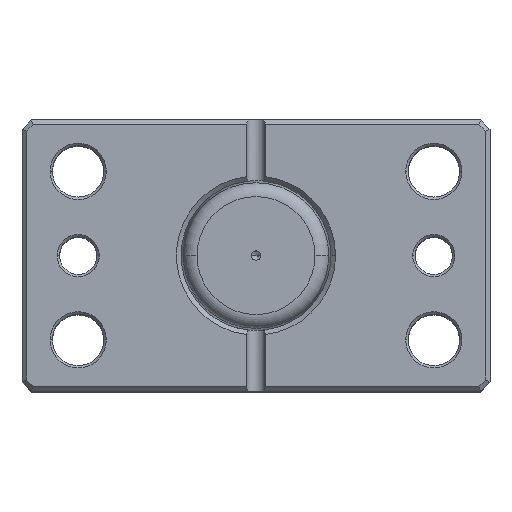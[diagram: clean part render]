
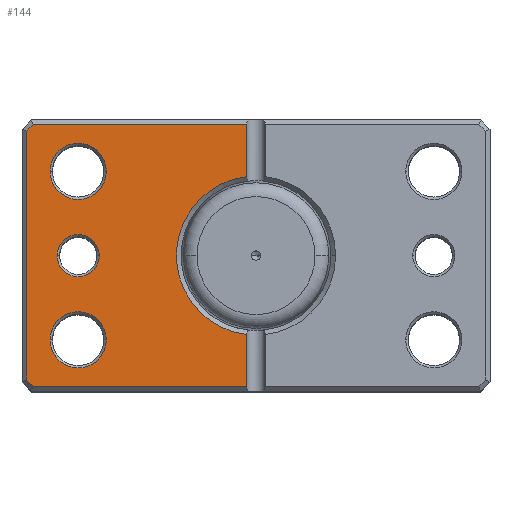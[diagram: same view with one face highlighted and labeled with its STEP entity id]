
A CAD part, top view. The second image highlights one B-rep face of the part: STEP entity #144.
In plain terms, the highlighted face is planar.
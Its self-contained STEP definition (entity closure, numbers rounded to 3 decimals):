
#33 = VERTEX_POINT ( 'NONE', #2453 ) ;
#88 = CARTESIAN_POINT ( 'NONE',  ( 2., -16.882, 0. ) ) ;
#129 = CARTESIAN_POINT ( 'NONE',  ( 0., 0., 0. ) ) ;
#144 = ADVANCED_FACE ( 'NONE', ( #1143, #2590, #4282, #6838 ), #6321, .F. ) ;
#147 = CARTESIAN_POINT ( 'NONE',  ( 38., 18., 0. ) ) ;
#153 = CARTESIAN_POINT ( 'NONE',  ( 0., -28., 0. ) ) ;
#174 = VERTEX_POINT ( 'NONE', #6888 ) ;
#229 = CARTESIAN_POINT ( 'NONE',  ( 2., 29., 0. ) ) ;
#264 = LINE ( 'NONE', #6585, #1567 ) ;
#350 = EDGE_CURVE ( 'NONE', #33, #2371, #4538, .T. ) ;
#394 = ORIENTED_EDGE ( 'NONE', *, *, #5569, .T. ) ;
#473 = CARTESIAN_POINT ( 'NONE',  ( 49., 26.586, 0. ) ) ;
#489 = ORIENTED_EDGE ( 'NONE', *, *, #1336, .T. ) ;
#508 = DIRECTION ( 'NONE',  ( 0.707, -0.707, 0. ) ) ;
#526 = CARTESIAN_POINT ( 'NONE',  ( 2., 29., 0. ) ) ;
#651 = CARTESIAN_POINT ( 'NONE',  ( 0., 28., 0. ) ) ;
#652 = CARTESIAN_POINT ( 'NONE',  ( 38., -18., 0. ) ) ;
#664 = VERTEX_POINT ( 'NONE', #88 ) ;
#712 = DIRECTION ( 'NONE',  ( 1., 0., 0. ) ) ;
#724 = CARTESIAN_POINT ( 'NONE',  ( 38., 18., 0. ) ) ;
#734 = CARTESIAN_POINT ( 'NONE',  ( 33.5, 0., 0. ) ) ;
#837 = AXIS2_PLACEMENT_3D ( 'NONE', #5271, #5237, #5216 ) ;
#912 = EDGE_CURVE ( 'NONE', #2316, #5411, #3834, .T. ) ;
#974 = DIRECTION ( 'NONE',  ( 0., 0., 1. ) ) ;
#998 = VERTEX_POINT ( 'NONE', #2734 ) ;
#1018 = DIRECTION ( 'NONE',  ( 1., 0., 0. ) ) ;
#1027 = LINE ( 'NONE', #229, #2486 ) ;
#1056 = VERTEX_POINT ( 'NONE', #734 ) ;
#1068 = DIRECTION ( 'NONE',  ( 0., 1., 0. ) ) ;
#1143 = FACE_BOUND ( 'NONE', #6322, .T. ) ;
#1172 = CARTESIAN_POINT ( 'NONE',  ( 49., 0., 0. ) ) ;
#1174 = VECTOR ( 'NONE', #6277, 1000. ) ;
#1204 = DIRECTION ( 'NONE',  ( 1., 0., 0. ) ) ;
#1336 = EDGE_CURVE ( 'NONE', #998, #664, #1027, .T. ) ;
#1388 = AXIS2_PLACEMENT_3D ( 'NONE', #5473, #2089, #6015 ) ;
#1417 = CARTESIAN_POINT ( 'NONE',  ( 32., -18., 0. ) ) ;
#1455 = VECTOR ( 'NONE', #2821, 1000. ) ;
#1462 = EDGE_CURVE ( 'NONE', #5663, #3785, #4795, .T. ) ;
#1503 = CARTESIAN_POINT ( 'NONE',  ( 47.586, 28., 0. ) ) ;
#1567 = VECTOR ( 'NONE', #508, 1000. ) ;
#1653 = CIRCLE ( 'NONE', #5706, 17. ) ;
#1679 = LINE ( 'NONE', #6331, #5970 ) ;
#1835 = CIRCLE ( 'NONE', #2484, 6. ) ;
#1872 = AXIS2_PLACEMENT_3D ( 'NONE', #147, #2917, #4579 ) ;
#2026 = EDGE_CURVE ( 'NONE', #2371, #33, #4640, .T. ) ;
#2038 = EDGE_LOOP ( 'NONE', ( #489, #3085, #6699, #6556, #5305, #6895, #5589, #4976 ) ) ;
#2057 = DIRECTION ( 'NONE',  ( 0., 1., 0. ) ) ;
#2067 = EDGE_LOOP ( 'NONE', ( #2372, #6472 ) ) ;
#2089 = DIRECTION ( 'NONE',  ( 0., 0., 1. ) ) ;
#2243 = VERTEX_POINT ( 'NONE', #5339 ) ;
#2316 = VERTEX_POINT ( 'NONE', #1417 ) ;
#2365 = EDGE_CURVE ( 'NONE', #2243, #1056, #4006, .T. ) ;
#2371 = VERTEX_POINT ( 'NONE', #5660 ) ;
#2372 = ORIENTED_EDGE ( 'NONE', *, *, #912, .T. ) ;
#2453 = CARTESIAN_POINT ( 'NONE',  ( 44., 18., 0. ) ) ;
#2484 = AXIS2_PLACEMENT_3D ( 'NONE', #652, #4544, #1204 ) ;
#2486 = VECTOR ( 'NONE', #1068, 1000. ) ;
#2590 = FACE_BOUND ( 'NONE', #2067, .T. ) ;
#2734 = CARTESIAN_POINT ( 'NONE',  ( 2., -28., 0. ) ) ;
#2820 = VERTEX_POINT ( 'NONE', #473 ) ;
#2821 = DIRECTION ( 'NONE',  ( 0., -1., 0. ) ) ;
#2917 = DIRECTION ( 'NONE',  ( 0., 0., 1. ) ) ;
#2920 = LINE ( 'NONE', #1172, #1455 ) ;
#2990 = ORIENTED_EDGE ( 'NONE', *, *, #2365, .T. ) ;
#3067 = CARTESIAN_POINT ( 'NONE',  ( 2., 28., 0. ) ) ;
#3085 = ORIENTED_EDGE ( 'NONE', *, *, #3713, .T. ) ;
#3256 = EDGE_CURVE ( 'NONE', #5411, #2316, #1835, .T. ) ;
#3279 = VECTOR ( 'NONE', #2057, 1000. ) ;
#3283 = CARTESIAN_POINT ( 'NONE',  ( 2., 16.882, 0. ) ) ;
#3357 = AXIS2_PLACEMENT_3D ( 'NONE', #6491, #6933, #6952 ) ;
#3560 = DIRECTION ( 'NONE',  ( -0.707, -0.707, 0. ) ) ;
#3572 = EDGE_CURVE ( 'NONE', #3785, #6422, #3847, .T. ) ;
#3713 = EDGE_CURVE ( 'NONE', #664, #5663, #1653, .T. ) ;
#3714 = ORIENTED_EDGE ( 'NONE', *, *, #350, .T. ) ;
#3785 = VERTEX_POINT ( 'NONE', #3067 ) ;
#3834 = CIRCLE ( 'NONE', #5588, 6. ) ;
#3847 = LINE ( 'NONE', #651, #4362 ) ;
#4006 = CIRCLE ( 'NONE', #837, 4.5 ) ;
#4037 = DIRECTION ( 'NONE',  ( 0., 0., 1. ) ) ;
#4104 = CIRCLE ( 'NONE', #1388, 4.5 ) ;
#4184 = EDGE_CURVE ( 'NONE', #174, #5248, #1679, .T. ) ;
#4282 = FACE_BOUND ( 'NONE', #6129, .T. ) ;
#4362 = VECTOR ( 'NONE', #5049, 1000. ) ;
#4538 = CIRCLE ( 'NONE', #6691, 6. ) ;
#4544 = DIRECTION ( 'NONE',  ( 0., 0., 1. ) ) ;
#4579 = DIRECTION ( 'NONE',  ( 1., 0., 0. ) ) ;
#4640 = CIRCLE ( 'NONE', #1872, 6. ) ;
#4740 = CARTESIAN_POINT ( 'NONE',  ( 44., -18., 0. ) ) ;
#4795 = LINE ( 'NONE', #526, #3279 ) ;
#4816 = EDGE_CURVE ( 'NONE', #5248, #998, #5634, .T. ) ;
#4976 = ORIENTED_EDGE ( 'NONE', *, *, #4816, .T. ) ;
#5049 = DIRECTION ( 'NONE',  ( 1., 0., 0. ) ) ;
#5081 = DIRECTION ( 'NONE',  ( 1., 0., 0. ) ) ;
#5102 = DIRECTION ( 'NONE',  ( 0., 0., 1. ) ) ;
#5125 = CARTESIAN_POINT ( 'NONE',  ( 38., -18., 0. ) ) ;
#5216 = DIRECTION ( 'NONE',  ( 1., 0., 0. ) ) ;
#5237 = DIRECTION ( 'NONE',  ( 0., 0., 1. ) ) ;
#5248 = VERTEX_POINT ( 'NONE', #5876 ) ;
#5271 = CARTESIAN_POINT ( 'NONE',  ( 38., 0., 0. ) ) ;
#5305 = ORIENTED_EDGE ( 'NONE', *, *, #6532, .T. ) ;
#5339 = CARTESIAN_POINT ( 'NONE',  ( 42.5, 0., 0. ) ) ;
#5411 = VERTEX_POINT ( 'NONE', #4740 ) ;
#5473 = CARTESIAN_POINT ( 'NONE',  ( 38., 0., 0. ) ) ;
#5569 = EDGE_CURVE ( 'NONE', #1056, #2243, #4104, .T. ) ;
#5588 = AXIS2_PLACEMENT_3D ( 'NONE', #5125, #5102, #5081 ) ;
#5589 = ORIENTED_EDGE ( 'NONE', *, *, #4184, .T. ) ;
#5634 = LINE ( 'NONE', #153, #1174 ) ;
#5660 = CARTESIAN_POINT ( 'NONE',  ( 32., 18., 0. ) ) ;
#5663 = VERTEX_POINT ( 'NONE', #3283 ) ;
#5706 = AXIS2_PLACEMENT_3D ( 'NONE', #129, #4037, #712 ) ;
#5876 = CARTESIAN_POINT ( 'NONE',  ( 47.586, -28., 0. ) ) ;
#5970 = VECTOR ( 'NONE', #3560, 1000. ) ;
#6015 = DIRECTION ( 'NONE',  ( 1., 0., 0. ) ) ;
#6129 = EDGE_LOOP ( 'NONE', ( #6948, #3714 ) ) ;
#6277 = DIRECTION ( 'NONE',  ( -1., 0., 0. ) ) ;
#6321 = PLANE ( 'NONE',  #3357 ) ;
#6322 = EDGE_LOOP ( 'NONE', ( #394, #2990 ) ) ;
#6331 = CARTESIAN_POINT ( 'NONE',  ( 37.793, -37.793, 0. ) ) ;
#6422 = VERTEX_POINT ( 'NONE', #1503 ) ;
#6472 = ORIENTED_EDGE ( 'NONE', *, *, #3256, .T. ) ;
#6491 = CARTESIAN_POINT ( 'NONE',  ( 0., 0., 0. ) ) ;
#6532 = EDGE_CURVE ( 'NONE', #6422, #2820, #264, .T. ) ;
#6556 = ORIENTED_EDGE ( 'NONE', *, *, #3572, .T. ) ;
#6585 = CARTESIAN_POINT ( 'NONE',  ( 37.793, 37.793, 0. ) ) ;
#6691 = AXIS2_PLACEMENT_3D ( 'NONE', #724, #974, #1018 ) ;
#6699 = ORIENTED_EDGE ( 'NONE', *, *, #1462, .T. ) ;
#6838 = FACE_OUTER_BOUND ( 'NONE', #2038, .T. ) ;
#6888 = CARTESIAN_POINT ( 'NONE',  ( 49., -26.586, 0. ) ) ;
#6895 = ORIENTED_EDGE ( 'NONE', *, *, #7088, .T. ) ;
#6933 = DIRECTION ( 'NONE',  ( 0., 0., 1. ) ) ;
#6948 = ORIENTED_EDGE ( 'NONE', *, *, #2026, .T. ) ;
#6952 = DIRECTION ( 'NONE',  ( 1., 0., 0. ) ) ;
#7088 = EDGE_CURVE ( 'NONE', #2820, #174, #2920, .T. ) ;
